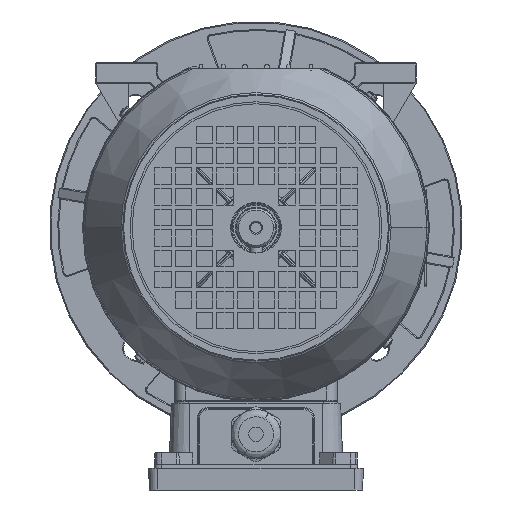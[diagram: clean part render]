
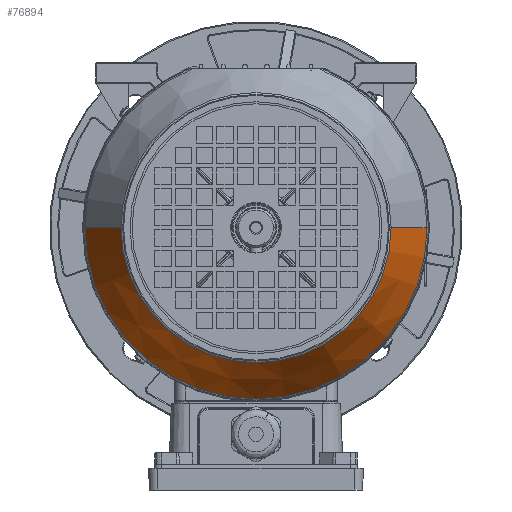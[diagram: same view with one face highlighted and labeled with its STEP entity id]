
A CAD part, left-side view. The second image highlights one B-rep face of the part: STEP entity #76894.
In plain terms, the highlighted conical face has half-angle 29.65 degrees and reference radius 65 mm.
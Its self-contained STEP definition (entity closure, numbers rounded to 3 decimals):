
#885 = DIRECTION ( 'NONE',  ( 0., 0., -1. ) ) ;
#1037 = DIRECTION ( 'NONE',  ( -1., 0., 0. ) ) ;
#11012 = LINE ( 'NONE', #88956, #73540 ) ;
#12741 = EDGE_CURVE ( 'NONE', #34851, #91373, #120880, .T. ) ;
#17884 = VERTEX_POINT ( 'NONE', #52620 ) ;
#28923 = EDGE_CURVE ( 'NONE', #99934, #91373, #138616, .T. ) ;
#34851 = VERTEX_POINT ( 'NONE', #97000 ) ;
#39307 = CARTESIAN_POINT ( 'NONE',  ( 68.242, 0., 0. ) ) ;
#45815 = ORIENTED_EDGE ( 'NONE', *, *, #136895, .T. ) ;
#46009 = DIRECTION ( 'NONE',  ( -1., 0., 0. ) ) ;
#46544 = AXIS2_PLACEMENT_3D ( 'NONE', #39307, #1037, #102613 ) ;
#51330 = ORIENTED_EDGE ( 'NONE', *, *, #12741, .T. ) ;
#52620 = CARTESIAN_POINT ( 'NONE',  ( 68.242, 0., -65.431 ) ) ;
#58073 = ORIENTED_EDGE ( 'NONE', *, *, #127441, .T. ) ;
#72521 = EDGE_LOOP ( 'NONE', ( #45815, #58073, #51330, #110322 ) ) ;
#73540 = VECTOR ( 'NONE', #89676, 1000. ) ;
#76894 = ADVANCED_FACE ( 'NONE', ( #114189 ), #79727, .T. ) ;
#79727 = CONICAL_SURFACE ( 'NONE', #108010, 65., 0.517 ) ;
#80946 = DIRECTION ( 'NONE',  ( -0.869, 0., 0.495 ) ) ;
#82139 = CIRCLE ( 'NONE', #46544, 65.431 ) ;
#84530 = CARTESIAN_POINT ( 'NONE',  ( 37.65, 0., 82.845 ) ) ;
#86391 = DIRECTION ( 'NONE',  ( 0., 0., 1. ) ) ;
#88956 = CARTESIAN_POINT ( 'NONE',  ( 69., 0., -65. ) ) ;
#89676 = DIRECTION ( 'NONE',  ( -0.869, 0., -0.495 ) ) ;
#91373 = VERTEX_POINT ( 'NONE', #84530 ) ;
#97000 = CARTESIAN_POINT ( 'NONE',  ( 37.65, 0., -82.845 ) ) ;
#99572 = AXIS2_PLACEMENT_3D ( 'NONE', #146123, #114994, #885 ) ;
#99934 = VERTEX_POINT ( 'NONE', #144220 ) ;
#102613 = DIRECTION ( 'NONE',  ( 0., 0., -1. ) ) ;
#108010 = AXIS2_PLACEMENT_3D ( 'NONE', #143311, #46009, #86391 ) ;
#110322 = ORIENTED_EDGE ( 'NONE', *, *, #28923, .F. ) ;
#114189 = FACE_OUTER_BOUND ( 'NONE', #72521, .T. ) ;
#114994 = DIRECTION ( 'NONE',  ( 1., 0., 0. ) ) ;
#120880 = CIRCLE ( 'NONE', #99572, 82.845 ) ;
#125447 = VECTOR ( 'NONE', #80946, 1000. ) ;
#127441 = EDGE_CURVE ( 'NONE', #17884, #34851, #11012, .T. ) ;
#128973 = CARTESIAN_POINT ( 'NONE',  ( 69., 0., 65. ) ) ;
#136895 = EDGE_CURVE ( 'NONE', #99934, #17884, #82139, .T. ) ;
#138616 = LINE ( 'NONE', #128973, #125447 ) ;
#143311 = CARTESIAN_POINT ( 'NONE',  ( 69., 0., 0. ) ) ;
#144220 = CARTESIAN_POINT ( 'NONE',  ( 68.242, 0., 65.431 ) ) ;
#146123 = CARTESIAN_POINT ( 'NONE',  ( 37.65, 0., 0. ) ) ;
